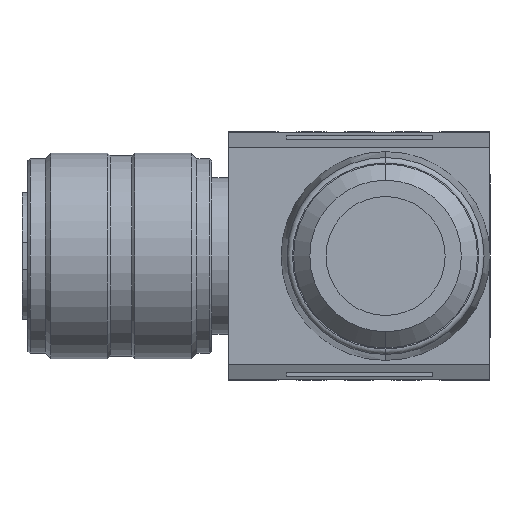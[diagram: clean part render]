
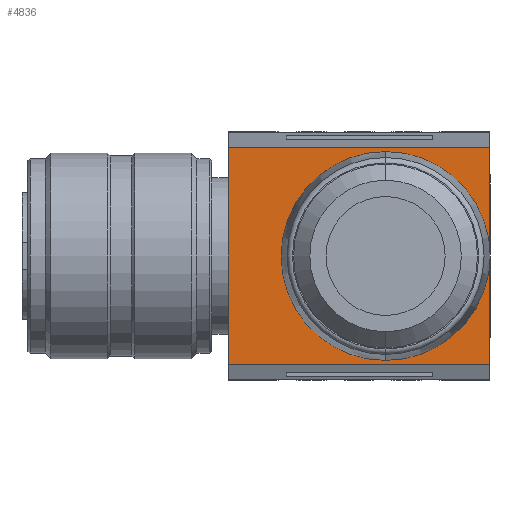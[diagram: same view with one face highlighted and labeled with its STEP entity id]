
A CAD part, left-side view. The second image highlights one B-rep face of the part: STEP entity #4836.
In plain terms, the highlighted planar face has unit normal (-1, 0, 0).
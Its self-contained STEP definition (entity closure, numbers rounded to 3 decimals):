
#214 = CARTESIAN_POINT ( 'NONE',  ( -12.5, -25.7, -10. ) ) ;
#246 = CARTESIAN_POINT ( 'NONE',  ( -12.5, -1.5, 10. ) ) ;
#249 = CARTESIAN_POINT ( 'NONE',  ( -12.5, -16.05, 0. ) ) ;
#250 = VERTEX_POINT ( 'NONE', #5956 ) ;
#322 = CARTESIAN_POINT ( 'NONE',  ( -12.5, -25.7, 0. ) ) ;
#408 = CIRCLE ( 'NONE', #657, 9.65 ) ;
#439 = CARTESIAN_POINT ( 'NONE',  ( -12.5, -1.5, -10. ) ) ;
#491 = LINE ( 'NONE', #816, #3183 ) ;
#657 = AXIS2_PLACEMENT_3D ( 'NONE', #5503, #1901, #3661 ) ;
#816 = CARTESIAN_POINT ( 'NONE',  ( -12.5, -25.7, 0. ) ) ;
#844 = LINE ( 'NONE', #4198, #3551 ) ;
#948 = ORIENTED_EDGE ( 'NONE', *, *, #2523, .F. ) ;
#1077 = ORIENTED_EDGE ( 'NONE', *, *, #3975, .T. ) ;
#1265 = DIRECTION ( 'NONE',  ( 0., 0., 1. ) ) ;
#1335 = AXIS2_PLACEMENT_3D ( 'NONE', #249, #5267, #5303 ) ;
#1662 = CARTESIAN_POINT ( 'NONE',  ( -12.5, -25.7, -10. ) ) ;
#1778 = ORIENTED_EDGE ( 'NONE', *, *, #5254, .T. ) ;
#1885 = ORIENTED_EDGE ( 'NONE', *, *, #4829, .T. ) ;
#1901 = DIRECTION ( 'NONE',  ( 1., 0., 0. ) ) ;
#2122 = DIRECTION ( 'NONE',  ( 0., 0., -1. ) ) ;
#2174 = CIRCLE ( 'NONE', #4186, 9.65 ) ;
#2248 = FACE_OUTER_BOUND ( 'NONE', #5935, .T. ) ;
#2523 = EDGE_CURVE ( 'NONE', #5284, #3143, #3262, .T. ) ;
#2566 = VERTEX_POINT ( 'NONE', #4427 ) ;
#2582 = DIRECTION ( 'NONE',  ( 0., 1., 0. ) ) ;
#2666 = CARTESIAN_POINT ( 'NONE',  ( -12.5, -25.7, -10. ) ) ;
#2722 = DIRECTION ( 'NONE',  ( 0., 0., 1. ) ) ;
#2865 = EDGE_CURVE ( 'NONE', #5916, #2566, #491, .T. ) ;
#2901 = EDGE_CURVE ( 'NONE', #3143, #4451, #844, .T. ) ;
#3016 = DIRECTION ( 'NONE',  ( 1., 0., 0. ) ) ;
#3143 = VERTEX_POINT ( 'NONE', #439 ) ;
#3183 = VECTOR ( 'NONE', #2722, 1000. ) ;
#3253 = ORIENTED_EDGE ( 'NONE', *, *, #5313, .T. ) ;
#3262 = LINE ( 'NONE', #5318, #3980 ) ;
#3305 = DIRECTION ( 'NONE',  ( 0., 0., 1. ) ) ;
#3551 = VECTOR ( 'NONE', #3305, 1000. ) ;
#3661 = DIRECTION ( 'NONE',  ( 0., 0., 1. ) ) ;
#3901 = DIRECTION ( 'NONE',  ( -1., 0., 0. ) ) ;
#3975 = EDGE_CURVE ( 'NONE', #5284, #5916, #5821, .T. ) ;
#3980 = VECTOR ( 'NONE', #2582, 1000. ) ;
#4093 = LINE ( 'NONE', #5473, #5816 ) ;
#4162 = VECTOR ( 'NONE', #1265, 1000. ) ;
#4186 = AXIS2_PLACEMENT_3D ( 'NONE', #4381, #3016, #2122 ) ;
#4198 = CARTESIAN_POINT ( 'NONE',  ( -12.5, -1.5, -10. ) ) ;
#4206 = CARTESIAN_POINT ( 'NONE',  ( -12.5, -16.05, -9.65 ) ) ;
#4325 = DIRECTION ( 'NONE',  ( 0., 0., 1. ) ) ;
#4381 = CARTESIAN_POINT ( 'NONE',  ( -12.5, -16.05, 0. ) ) ;
#4385 = PLANE ( 'NONE',  #5049 ) ;
#4427 = CARTESIAN_POINT ( 'NONE',  ( -12.5, -25.7, 10. ) ) ;
#4451 = VERTEX_POINT ( 'NONE', #246 ) ;
#4519 = ORIENTED_EDGE ( 'NONE', *, *, #5427, .T. ) ;
#4714 = DIRECTION ( 'NONE',  ( 0., 1., 0. ) ) ;
#4829 = EDGE_CURVE ( 'NONE', #5916, #5213, #5600, .T. ) ;
#4836 = ADVANCED_FACE ( 'NONE', ( #2248 ), #4385, .T. ) ;
#5049 = AXIS2_PLACEMENT_3D ( 'NONE', #214, #3901, #4325 ) ;
#5213 = VERTEX_POINT ( 'NONE', #4206 ) ;
#5254 = EDGE_CURVE ( 'NONE', #5213, #250, #2174, .T. ) ;
#5267 = DIRECTION ( 'NONE',  ( 1., 0., 0. ) ) ;
#5284 = VERTEX_POINT ( 'NONE', #1662 ) ;
#5303 = DIRECTION ( 'NONE',  ( 0., -1., 0. ) ) ;
#5313 = EDGE_CURVE ( 'NONE', #2566, #4451, #4093, .T. ) ;
#5318 = CARTESIAN_POINT ( 'NONE',  ( -12.5, -25.7, -10. ) ) ;
#5427 = EDGE_CURVE ( 'NONE', #250, #5916, #408, .T. ) ;
#5473 = CARTESIAN_POINT ( 'NONE',  ( -12.5, -25.7, 10. ) ) ;
#5503 = CARTESIAN_POINT ( 'NONE',  ( -12.5, -16.05, 0. ) ) ;
#5600 = CIRCLE ( 'NONE', #1335, 9.65 ) ;
#5621 = ORIENTED_EDGE ( 'NONE', *, *, #2901, .F. ) ;
#5636 = ORIENTED_EDGE ( 'NONE', *, *, #2865, .T. ) ;
#5816 = VECTOR ( 'NONE', #4714, 1000. ) ;
#5821 = LINE ( 'NONE', #2666, #4162 ) ;
#5916 = VERTEX_POINT ( 'NONE', #322 ) ;
#5935 = EDGE_LOOP ( 'NONE', ( #4519, #5636, #3253, #5621, #948, #1077, #1885, #1778 ) ) ;
#5956 = CARTESIAN_POINT ( 'NONE',  ( -12.5, -16.05, 9.65 ) ) ;
